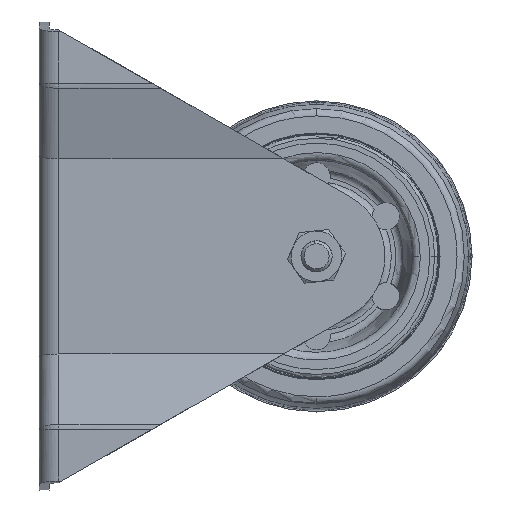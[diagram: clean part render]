
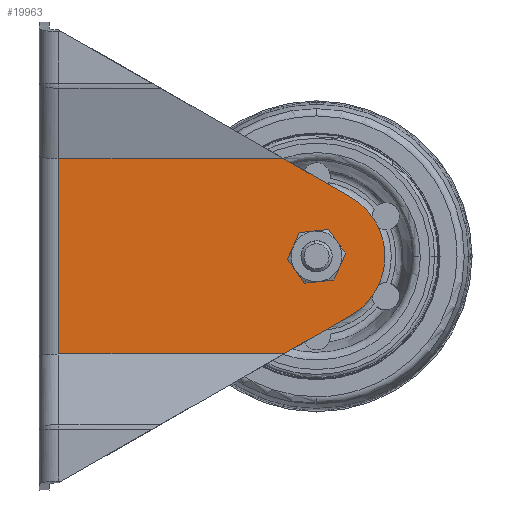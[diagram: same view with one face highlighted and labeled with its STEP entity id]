
A CAD part, left-side view. The second image highlights one B-rep face of the part: STEP entity #19963.
In plain terms, the highlighted face is planar.
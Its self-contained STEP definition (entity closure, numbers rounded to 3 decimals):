
#139 = DIRECTION ( 'NONE',  ( 0.497, 0., 0.868 ) ) ;
#352 = DIRECTION ( 'NONE',  ( 0., -1., 0. ) ) ;
#850 = CARTESIAN_POINT ( 'NONE',  ( 0., -21., 75.25 ) ) ;
#1139 = EDGE_LOOP ( 'NONE', ( #27483, #13383, #21918, #12070, #32236, #20841 ) ) ;
#1522 = EDGE_CURVE ( 'NONE', #10099, #22035, #9991, .T. ) ;
#1720 = EDGE_CURVE ( 'NONE', #29528, #42846, #31762, .T. ) ;
#1910 = EDGE_CURVE ( 'NONE', #17403, #15599, #31210, .T. ) ;
#2110 = VERTEX_POINT ( 'NONE', #31774 ) ;
#4111 = EDGE_CURVE ( 'NONE', #10099, #42846, #18948, .T. ) ;
#4834 = PLANE ( 'NONE',  #39488 ) ;
#5232 = VECTOR ( 'NONE', #15629, 1000. ) ;
#6358 = EDGE_CURVE ( 'NONE', #2110, #11622, #19591, .T. ) ;
#6958 = AXIS2_PLACEMENT_3D ( 'NONE', #20105, #352, #23500 ) ;
#8214 = DIRECTION ( 'NONE',  ( 1., 0., 0. ) ) ;
#8497 = CARTESIAN_POINT ( 'NONE',  ( 0., -21., 71. ) ) ;
#9727 = CARTESIAN_POINT ( 'NONE',  ( 15.184, -21., 79.7 ) ) ;
#9991 = LINE ( 'NONE', #11208, #18686 ) ;
#10036 = ORIENTED_EDGE ( 'NONE', *, *, #20047, .F. ) ;
#10099 = VERTEX_POINT ( 'NONE', #26538 ) ;
#10632 = CARTESIAN_POINT ( 'NONE',  ( -25., -21., 5. ) ) ;
#10918 = VECTOR ( 'NONE', #139, 1000. ) ;
#11208 = CARTESIAN_POINT ( 'NONE',  ( -10.265, -21., 124.119 ) ) ;
#11622 = VERTEX_POINT ( 'NONE', #25075 ) ;
#11807 = DIRECTION ( 'NONE',  ( 1., 0., 0. ) ) ;
#12070 = ORIENTED_EDGE ( 'NONE', *, *, #26707, .T. ) ;
#12131 = ORIENTED_EDGE ( 'NONE', *, *, #1910, .F. ) ;
#12151 = VECTOR ( 'NONE', #23864, 1000. ) ;
#13383 = ORIENTED_EDGE ( 'NONE', *, *, #29079, .T. ) ;
#13651 = CARTESIAN_POINT ( 'NONE',  ( 0., -21., 71. ) ) ;
#14545 = CARTESIAN_POINT ( 'NONE',  ( 0., -21., 130. ) ) ;
#14804 = DIRECTION ( 'NONE',  ( -0.497, 0., 0.868 ) ) ;
#15599 = VERTEX_POINT ( 'NONE', #24251 ) ;
#15629 = DIRECTION ( 'NONE',  ( 1., 0., 0. ) ) ;
#16633 = CARTESIAN_POINT ( 'NONE',  ( 10.265, -21., 124.119 ) ) ;
#16919 = DIRECTION ( 'NONE',  ( 1., 0., 0. ) ) ;
#17403 = VERTEX_POINT ( 'NONE', #850 ) ;
#18686 = VECTOR ( 'NONE', #14804, 1000. ) ;
#18948 = LINE ( 'NONE', #36301, #35739 ) ;
#19591 = LINE ( 'NONE', #16633, #10918 ) ;
#19963 = ADVANCED_FACE ( 'NONE', ( #32830, #25210 ), #4834, .T. ) ;
#20047 = EDGE_CURVE ( 'NONE', #15599, #17403, #39590, .T. ) ;
#20105 = CARTESIAN_POINT ( 'NONE',  ( 0., -21., 71. ) ) ;
#20841 = ORIENTED_EDGE ( 'NONE', *, *, #4111, .F. ) ;
#21918 = ORIENTED_EDGE ( 'NONE', *, *, #6358, .F. ) ;
#22035 = VERTEX_POINT ( 'NONE', #9727 ) ;
#23500 = DIRECTION ( 'NONE',  ( 1., 0., 0. ) ) ;
#23864 = DIRECTION ( 'NONE',  ( 0., 0., -1. ) ) ;
#24251 = CARTESIAN_POINT ( 'NONE',  ( 0., -21., 66.75 ) ) ;
#25075 = CARTESIAN_POINT ( 'NONE',  ( -15.184, -21., 79.7 ) ) ;
#25210 = FACE_OUTER_BOUND ( 'NONE', #1139, .T. ) ;
#25823 = CARTESIAN_POINT ( 'NONE',  ( 25., -21., 5. ) ) ;
#26538 = CARTESIAN_POINT ( 'NONE',  ( 25., -21., 62.568 ) ) ;
#26707 = EDGE_CURVE ( 'NONE', #2110, #29528, #29795, .T. ) ;
#26850 = CARTESIAN_POINT ( 'NONE',  ( 25., -21., 5. ) ) ;
#27483 = ORIENTED_EDGE ( 'NONE', *, *, #1522, .T. ) ;
#27729 = AXIS2_PLACEMENT_3D ( 'NONE', #13651, #36962, #16919 ) ;
#28027 = DIRECTION ( 'NONE',  ( 0., -1., 0. ) ) ;
#29079 = EDGE_CURVE ( 'NONE', #22035, #11622, #41633, .T. ) ;
#29168 = EDGE_LOOP ( 'NONE', ( #12131, #10036 ) ) ;
#29528 = VERTEX_POINT ( 'NONE', #10632 ) ;
#29795 = LINE ( 'NONE', #37234, #12151 ) ;
#31210 = CIRCLE ( 'NONE', #27729, 4.25 ) ;
#31697 = DIRECTION ( 'NONE',  ( 0., -1., 0. ) ) ;
#31762 = LINE ( 'NONE', #25823, #5232 ) ;
#31774 = CARTESIAN_POINT ( 'NONE',  ( -25., -21., 62.568 ) ) ;
#32236 = ORIENTED_EDGE ( 'NONE', *, *, #1720, .T. ) ;
#32830 = FACE_BOUND ( 'NONE', #29168, .T. ) ;
#35739 = VECTOR ( 'NONE', #39607, 1000. ) ;
#36301 = CARTESIAN_POINT ( 'NONE',  ( 25., -21., 130. ) ) ;
#36962 = DIRECTION ( 'NONE',  ( 0., -1., 0. ) ) ;
#37234 = CARTESIAN_POINT ( 'NONE',  ( -25., -21., 130. ) ) ;
#39488 = AXIS2_PLACEMENT_3D ( 'NONE', #14545, #28027, #8214 ) ;
#39590 = CIRCLE ( 'NONE', #41731, 4.25 ) ;
#39607 = DIRECTION ( 'NONE',  ( 0., 0., -1. ) ) ;
#41633 = CIRCLE ( 'NONE', #6958, 17.5 ) ;
#41731 = AXIS2_PLACEMENT_3D ( 'NONE', #8497, #31697, #11807 ) ;
#42846 = VERTEX_POINT ( 'NONE', #26850 ) ;
